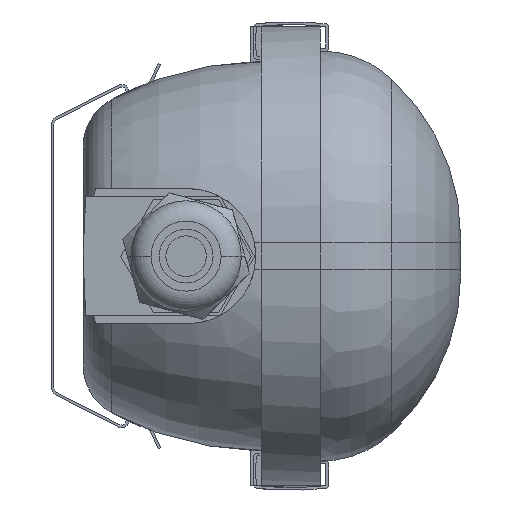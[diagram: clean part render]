
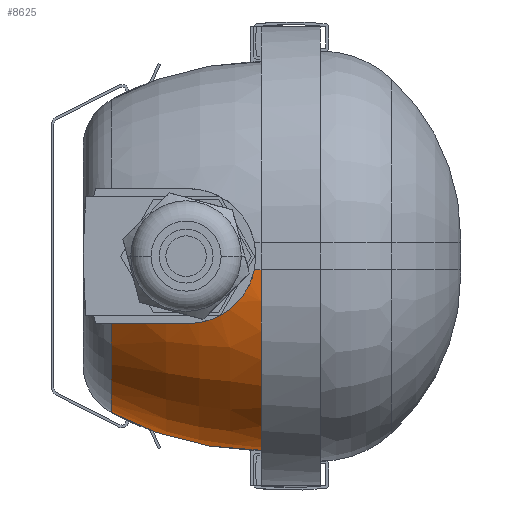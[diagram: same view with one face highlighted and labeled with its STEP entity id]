
A CAD part, left-side view. The second image highlights one B-rep face of the part: STEP entity #8625.
In plain terms, the highlighted toroidal (fillet/blend) face has major radius 24.981 mm and minor radius 58.481 mm.
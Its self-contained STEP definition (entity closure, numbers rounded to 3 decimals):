
#690 = DIRECTION ( 'NONE',  ( 0., -1., 0. ) ) ;
#845 = ORIENTED_EDGE ( 'NONE', *, *, #25303, .F. ) ;
#1203 = CARTESIAN_POINT ( 'NONE',  ( -585.83, 27.529, -12.5 ) ) ;
#1846 = DIRECTION ( 'NONE',  ( 0., -1., 0. ) ) ;
#1999 = CARTESIAN_POINT ( 'NONE',  ( -591.584, 10.684, -11.557 ) ) ;
#2125 = CARTESIAN_POINT ( 'NONE',  ( -593.379, 4.005, -4.925 ) ) ;
#3675 = CIRCLE ( 'NONE', #34173, 26.5 ) ;
#3734 = ORIENTED_EDGE ( 'NONE', *, *, #29136, .F. ) ;
#3906 = CARTESIAN_POINT ( 'NONE',  ( -588.17, 22.233, -12.5 ) ) ;
#4687 = CARTESIAN_POINT ( 'NONE',  ( -592.106, 8.81, -10.583 ) ) ;
#4789 = CARTESIAN_POINT ( 'NONE',  ( -593.483, 3.4, -3.221 ) ) ;
#5881 = CARTESIAN_POINT ( 'NONE',  ( -560., 2., 22.481 ) ) ;
#6550 = CARTESIAN_POINT ( 'NONE',  ( -588.845, 20.414, -12.5 ) ) ;
#7049 = AXIS2_PLACEMENT_3D ( 'NONE', #5881, #24392, #8534 ) ;
#7148 = CARTESIAN_POINT ( 'NONE',  ( -560., 29.744, -29. ) ) ;
#7342 = CARTESIAN_POINT ( 'NONE',  ( -592.504, 7.387, -9.516 ) ) ;
#7714 = CARTESIAN_POINT ( 'NONE',  ( -560., 2., -2.5 ) ) ;
#8534 = DIRECTION ( 'NONE',  ( 0., 0., -1. ) ) ;
#8555 = EDGE_LOOP ( 'NONE', ( #845, #10229, #12469, #3734, #25790, #24011 ) ) ;
#8625 = ADVANCED_FACE ( 'NONE', ( #23684 ), #29898, .T. ) ;
#9222 = CARTESIAN_POINT ( 'NONE',  ( -589.65, 17.973, -12.5 ) ) ;
#9537 = CARTESIAN_POINT ( 'NONE',  ( -590.314, 15.5, -12.5 ) ) ;
#10018 = CARTESIAN_POINT ( 'NONE',  ( -592.722, 6.601, -8.786 ) ) ;
#10078 = VERTEX_POINT ( 'NONE', #7148 ) ;
#10197 = B_SPLINE_CURVE_WITH_KNOTS ( 'NONE', 3,
 ( #12544, #31075, #15192, #33700, #17851, #1999, #20537, #4687, #23193, #7342, #25871, #10018, #28533, #12646, #31202, #15315, #33801, #17974, #2125, #20655, #4789, #23317 ),
 .UNSPECIFIED., .F., .F.,
 ( 4, 2, 2, 2, 2, 2, 2, 2, 2, 2, 4 ),
 ( 0., 0.002, 0.004, 0.007, 0.009, 0.01, 0.011, 0.013, 0.014, 0.015, 0.017 ),
 .UNSPECIFIED. ) ;
#10229 = ORIENTED_EDGE ( 'NONE', *, *, #19260, .T. ) ;
#10390 = DIRECTION ( 'NONE',  ( 0., 0., -1. ) ) ;
#10784 = AXIS2_PLACEMENT_3D ( 'NONE', #33416, #1846, #25698 ) ;
#11236 = B_SPLINE_CURVE_WITH_KNOTS ( 'NONE', 3,
 ( #17072, #1203, #19740, #3906, #22421, #6550, #25071, #9222, #27724, #11857 ),
 .UNSPECIFIED., .F., .F.,
 ( 4, 2, 2, 2, 4 ),
 ( 0.236, 0.244, 0.246, 0.248, 0.252 ),
 .UNSPECIFIED. ) ;
#11857 = CARTESIAN_POINT ( 'NONE',  ( -590.314, 15.5, -12.5 ) ) ;
#11989 = CARTESIAN_POINT ( 'NONE',  ( -535.019, 2., -2.5 ) ) ;
#12469 = ORIENTED_EDGE ( 'NONE', *, *, #23448, .F. ) ;
#12544 = CARTESIAN_POINT ( 'NONE',  ( -590.314, 15.5, -12.5 ) ) ;
#12646 = CARTESIAN_POINT ( 'NONE',  ( -592.981, 5.649, -7.727 ) ) ;
#14652 = DIRECTION ( 'NONE',  ( -1., 0., 0. ) ) ;
#14722 = EDGE_CURVE ( 'NONE', #32893, #18522, #10197, .T. ) ;
#15192 = CARTESIAN_POINT ( 'NONE',  ( -590.672, 14.086, -12.44 ) ) ;
#15315 = CARTESIAN_POINT ( 'NONE',  ( -593.234, 4.654, -6.224 ) ) ;
#16548 = CARTESIAN_POINT ( 'NONE',  ( -560., 29.744, -2.5 ) ) ;
#17072 = CARTESIAN_POINT ( 'NONE',  ( -584.541, 29.744, -12.5 ) ) ;
#17851 = CARTESIAN_POINT ( 'NONE',  ( -591.218, 12.024, -12.028 ) ) ;
#17974 = CARTESIAN_POINT ( 'NONE',  ( -593.349, 4.153, -5.255 ) ) ;
#18225 = EDGE_CURVE ( 'NONE', #27292, #18522, #31493, .T. ) ;
#18522 = VERTEX_POINT ( 'NONE', #31994 ) ;
#18980 = CARTESIAN_POINT ( 'NONE',  ( -560., 2., -36. ) ) ;
#19209 = DIRECTION ( 'NONE',  ( 0., 0., -1. ) ) ;
#19260 = EDGE_CURVE ( 'NONE', #25568, #10078, #3675, .T. ) ;
#19740 = CARTESIAN_POINT ( 'NONE',  ( -586.959, 25.224, -12.5 ) ) ;
#20537 = CARTESIAN_POINT ( 'NONE',  ( -591.763, 10.04, -11.266 ) ) ;
#20545 = AXIS2_PLACEMENT_3D ( 'NONE', #7714, #26253, #10390 ) ;
#20655 = CARTESIAN_POINT ( 'NONE',  ( -593.455, 3.607, -3.916 ) ) ;
#20939 = CARTESIAN_POINT ( 'NONE',  ( -593.5, 2., -2.5 ) ) ;
#22421 = CARTESIAN_POINT ( 'NONE',  ( -588.403, 21.627, -12.5 ) ) ;
#22772 = VERTEX_POINT ( 'NONE', #18980 ) ;
#23193 = CARTESIAN_POINT ( 'NONE',  ( -592.271, 8.224, -10.189 ) ) ;
#23317 = CARTESIAN_POINT ( 'NONE',  ( -593.487, 3.253, -2.5 ) ) ;
#23448 = EDGE_CURVE ( 'NONE', #22772, #10078, #29282, .T. ) ;
#23684 = FACE_OUTER_BOUND ( 'NONE', #8555, .T. ) ;
#24011 = ORIENTED_EDGE ( 'NONE', *, *, #14722, .F. ) ;
#24392 = DIRECTION ( 'NONE',  ( 1., 0., 0. ) ) ;
#24427 = AXIS2_PLACEMENT_3D ( 'NONE', #11989, #30529, #14652 ) ;
#25071 = CARTESIAN_POINT ( 'NONE',  ( -589.054, 19.806, -12.5 ) ) ;
#25303 = EDGE_CURVE ( 'NONE', #25568, #32893, #11236, .T. ) ;
#25568 = VERTEX_POINT ( 'NONE', #31410 ) ;
#25698 = DIRECTION ( 'NONE',  ( 0., 0., -1. ) ) ;
#25790 = ORIENTED_EDGE ( 'NONE', *, *, #18225, .T. ) ;
#25871 = CARTESIAN_POINT ( 'NONE',  ( -592.579, 7.117, -9.279 ) ) ;
#26253 = DIRECTION ( 'NONE',  ( 0., -1., 0. ) ) ;
#27292 = VERTEX_POINT ( 'NONE', #20939 ) ;
#27724 = CARTESIAN_POINT ( 'NONE',  ( -590.004, 16.741, -12.5 ) ) ;
#28533 = CARTESIAN_POINT ( 'NONE',  ( -592.79, 6.355, -8.529 ) ) ;
#29136 = EDGE_CURVE ( 'NONE', #27292, #22772, #31971, .T. ) ;
#29282 = CIRCLE ( 'NONE', #7049, 58.481 ) ;
#29898 = TOROIDAL_SURFACE ( 'NONE', #10784, -24.981, 58.481 ) ;
#30529 = DIRECTION ( 'NONE',  ( 0., 0., -1. ) ) ;
#31075 = CARTESIAN_POINT ( 'NONE',  ( -590.492, 14.787, -12.5 ) ) ;
#31202 = CARTESIAN_POINT ( 'NONE',  ( -593.093, 5.223, -7.152 ) ) ;
#31410 = CARTESIAN_POINT ( 'NONE',  ( -584.541, 29.744, -12.5 ) ) ;
#31493 = CIRCLE ( 'NONE', #24427, 58.481 ) ;
#31971 = CIRCLE ( 'NONE', #20545, 33.5 ) ;
#31994 = CARTESIAN_POINT ( 'NONE',  ( -593.487, 3.253, -2.5 ) ) ;
#32893 = VERTEX_POINT ( 'NONE', #9537 ) ;
#33416 = CARTESIAN_POINT ( 'NONE',  ( -560., 2., -2.5 ) ) ;
#33700 = CARTESIAN_POINT ( 'NONE',  ( -591.035, 12.704, -12.204 ) ) ;
#33801 = CARTESIAN_POINT ( 'NONE',  ( -593.276, 4.476, -5.904 ) ) ;
#34173 = AXIS2_PLACEMENT_3D ( 'NONE', #16548, #690, #19209 ) ;
